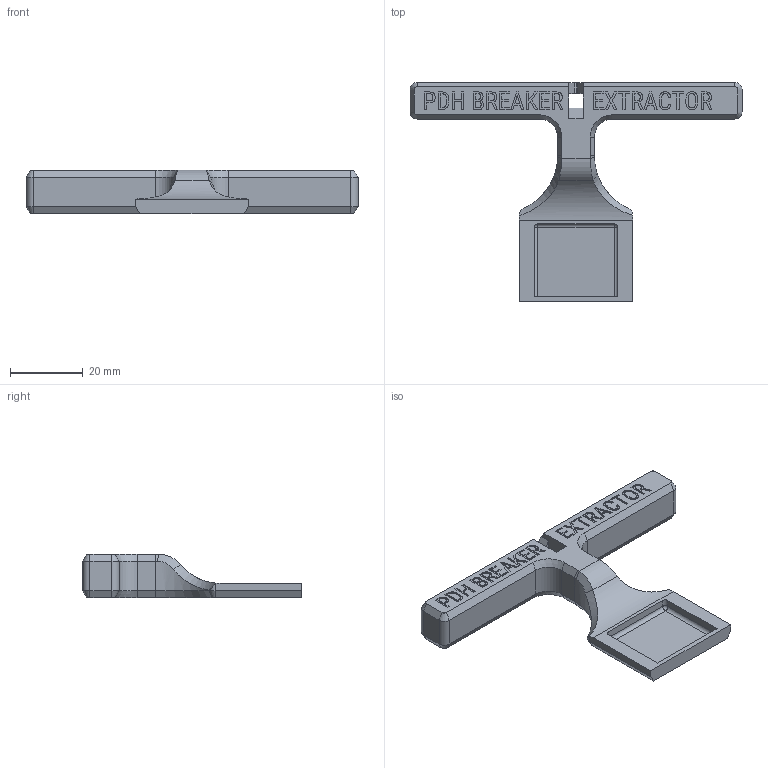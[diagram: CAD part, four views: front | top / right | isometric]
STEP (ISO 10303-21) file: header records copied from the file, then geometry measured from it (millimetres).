
FILE_DESCRIPTION (( 'STEP AP203' ), '1' );
FILE_NAME ('PDH_Breaker_Extractor.STEP', '2022-01-05T18:29:00', ( '' ), ( '' ), 'SwSTEP 2.0', 'SolidWorks 2022', '' );
FILE_SCHEMA (( 'CONFIG_CONTROL_DESIGN' ));
Length unit declared in the file: inch
Products named in the file (1): PDH_Breaker_Extractor
Bounding box: 91 x 60 x 12 mm (x, y, z)
Volume: 14710.8 mm3; surface area: 7174.8 mm2
Topology: 1 solids, 1 shells, 358 faces, 941 edges, 612 vertices
Faces by surface type: plane 268, bspline 50, cylinder 20, cone 18, sphere 2
Entity records: 14620 total; most frequent: CARTESIAN_POINT 6032, ORIENTED_EDGE 1878, DIRECTION 1503, EDGE_CURVE 939, VECTOR 777, LINE 777, VERTEX_POINT 612, EDGE_LOOP 389
